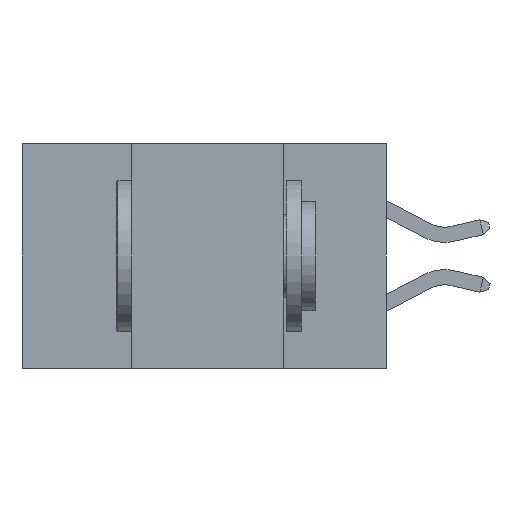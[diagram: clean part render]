
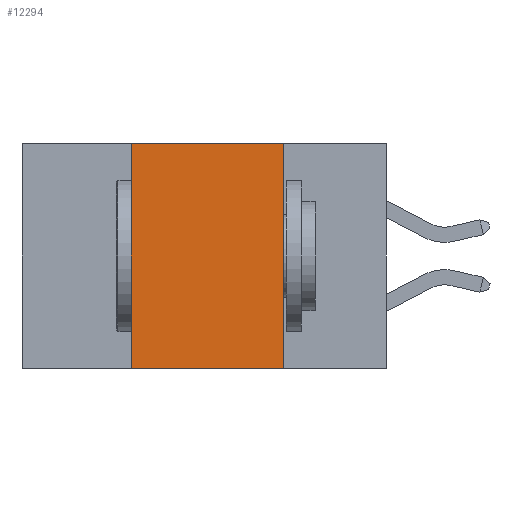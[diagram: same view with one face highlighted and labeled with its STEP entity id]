
A CAD part, left-side view. The second image highlights one B-rep face of the part: STEP entity #12294.
In plain terms, the highlighted planar face has unit normal (-1, 0, 0).
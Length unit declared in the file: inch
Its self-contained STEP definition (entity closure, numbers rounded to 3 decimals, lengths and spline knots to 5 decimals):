
#21 = VECTOR ( 'NONE', #13837, 39.37008 ) ;
#100 = VERTEX_POINT ( 'NONE', #13856 ) ;
#173 = CARTESIAN_POINT ( 'NONE',  ( 0., 0.42, -0.37 ) ) ;
#332 = DIRECTION ( 'NONE',  ( 0., -1., 0. ) ) ;
#576 = DIRECTION ( 'NONE',  ( 0., 0., -1. ) ) ;
#599 = CARTESIAN_POINT ( 'NONE',  ( 0., 0.6, 0. ) ) ;
#602 = DIRECTION ( 'NONE',  ( 1., 0., 0. ) ) ;
#662 = ORIENTED_EDGE ( 'NONE', *, *, #9756, .F. ) ;
#664 = CARTESIAN_POINT ( 'NONE',  ( 0., 0.6, 0. ) ) ;
#740 = PLANE ( 'NONE',  #8374 ) ;
#1217 = LINE ( 'NONE', #599, #4505 ) ;
#2091 = VECTOR ( 'NONE', #11770, 39.37008 ) ;
#2851 = CARTESIAN_POINT ( 'NONE',  ( 0., 0.17, 0. ) ) ;
#4332 = ORIENTED_EDGE ( 'NONE', *, *, #8474, .F. ) ;
#4505 = VECTOR ( 'NONE', #332, 39.37008 ) ;
#5006 = ORIENTED_EDGE ( 'NONE', *, *, #13504, .T. ) ;
#5352 = VECTOR ( 'NONE', #9013, 39.37008 ) ;
#5508 = CARTESIAN_POINT ( 'NONE',  ( 0., 0.6, -0.37 ) ) ;
#6954 = CARTESIAN_POINT ( 'NONE',  ( 0., 0.42, 0. ) ) ;
#7470 = VERTEX_POINT ( 'NONE', #6954 ) ;
#8226 = VERTEX_POINT ( 'NONE', #173 ) ;
#8374 = AXIS2_PLACEMENT_3D ( 'NONE', #664, #602, #576 ) ;
#8474 = EDGE_CURVE ( 'NONE', #8226, #7470, #16350, .T. ) ;
#8906 = EDGE_CURVE ( 'NONE', #16629, #100, #12725, .T. ) ;
#9013 = DIRECTION ( 'NONE',  ( 0., 0., 1. ) ) ;
#9054 = CARTESIAN_POINT ( 'NONE',  ( 0., 0.42, -0.37 ) ) ;
#9756 = EDGE_CURVE ( 'NONE', #7470, #16629, #1217, .T. ) ;
#9908 = EDGE_LOOP ( 'NONE', ( #17378, #662, #4332, #5006 ) ) ;
#11770 = DIRECTION ( 'NONE',  ( 0., 0., -1. ) ) ;
#11799 = FACE_OUTER_BOUND ( 'NONE', #9908, .T. ) ;
#12294 = ADVANCED_FACE ( 'NONE', ( #11799 ), #740, .F. ) ;
#12725 = LINE ( 'NONE', #13963, #2091 ) ;
#13504 = EDGE_CURVE ( 'NONE', #8226, #100, #14385, .T. ) ;
#13837 = DIRECTION ( 'NONE',  ( 0., -1., 0. ) ) ;
#13856 = CARTESIAN_POINT ( 'NONE',  ( 0., 0.17, -0.37 ) ) ;
#13963 = CARTESIAN_POINT ( 'NONE',  ( 0., 0.17, -0.37 ) ) ;
#14385 = LINE ( 'NONE', #5508, #21 ) ;
#16350 = LINE ( 'NONE', #9054, #5352 ) ;
#16629 = VERTEX_POINT ( 'NONE', #2851 ) ;
#17378 = ORIENTED_EDGE ( 'NONE', *, *, #8906, .F. ) ;
